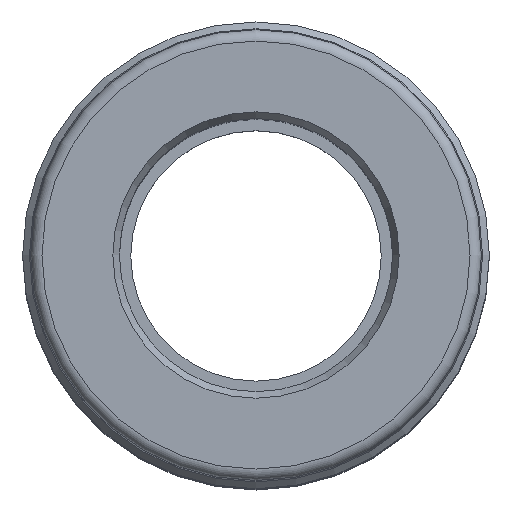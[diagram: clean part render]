
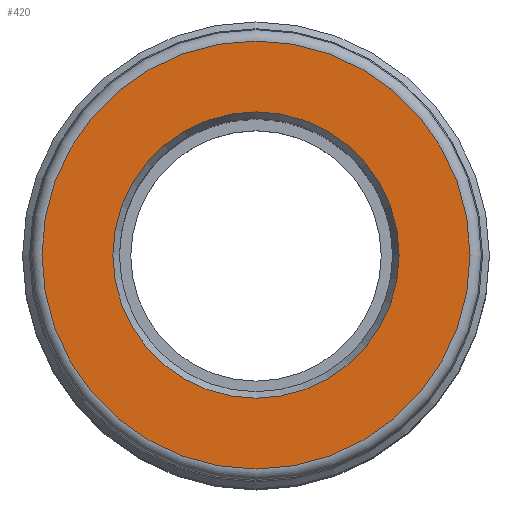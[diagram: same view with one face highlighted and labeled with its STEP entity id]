
A CAD part, top view. The second image highlights one B-rep face of the part: STEP entity #420.
In plain terms, the highlighted planar face has unit normal (0, 0, 1).
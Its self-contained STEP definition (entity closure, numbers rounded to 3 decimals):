
#50=ORIENTED_EDGE('',*,*,#130,.F.);
#51=ORIENTED_EDGE('',*,*,#131,.T.);
#130=EDGE_CURVE('',#170,#170,#210,.T.);
#131=EDGE_CURVE('',#171,#171,#211,.T.);
#170=VERTEX_POINT('',#718);
#171=VERTEX_POINT('',#720);
#210=CIRCLE('',#474,9.4);
#211=CIRCLE('',#475,6.289);
#250=EDGE_LOOP('',(#50));
#251=EDGE_LOOP('',(#51));
#330=FACE_BOUND('',#250,.T.);
#331=FACE_BOUND('',#251,.T.);
#410=PLANE('',#473);
#420=ADVANCED_FACE('',(#330,#331),#410,.F.);
#473=AXIS2_PLACEMENT_3D('',#716,#555,#556);
#474=AXIS2_PLACEMENT_3D('',#717,#557,#558);
#475=AXIS2_PLACEMENT_3D('',#719,#559,#560);
#555=DIRECTION('',(0.,0.,-1.));
#556=DIRECTION('',(-1.,0.,0.));
#557=DIRECTION('',(0.,0.,-1.));
#558=DIRECTION('',(-1.,0.,0.));
#559=DIRECTION('',(0.,0.,-1.));
#560=DIRECTION('',(-1.,0.,0.));
#716=CARTESIAN_POINT('',(0.,0.,23.5));
#717=CARTESIAN_POINT('',(0.,0.,23.5));
#718=CARTESIAN_POINT('',(-9.4,0.,23.5));
#719=CARTESIAN_POINT('',(0.,0.,23.5));
#720=CARTESIAN_POINT('',(-6.289,0.,23.5));
